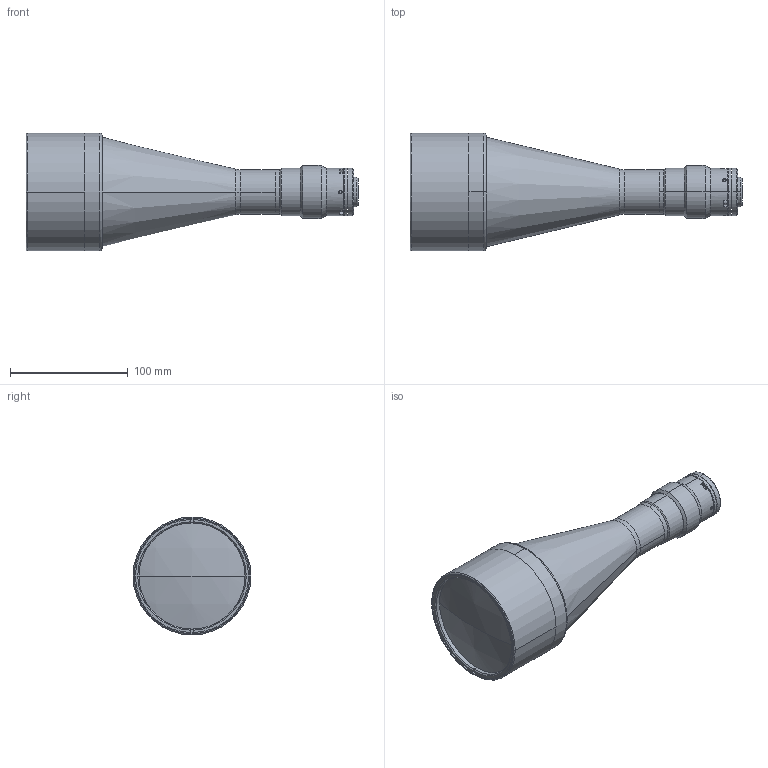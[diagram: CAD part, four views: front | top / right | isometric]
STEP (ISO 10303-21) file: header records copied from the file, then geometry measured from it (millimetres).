
FILE_DESCRIPTION (( 'STEP AP203' ), '1' );
FILE_NAME ('DP71399_TC2MHR064-C.step', '2021-10-01T15:13:35', ( '' ), ( '' ), 'SwSTEP 2.0', 'SolidWorks 2021', '' );
FILE_SCHEMA (( 'CONFIG_CONTROL_DESIGN' ));
Length unit declared in the file: millimetre
Products named in the file (1): DP71399_TC2MHR064-C
Bounding box: 281.77 x 100 x 100 mm (x, y, z)
Surface area: 82909.7 mm2 (no closed solid volume)
Topology: 0 solids, 16 shells, 125 faces, 354 edges, 246 vertices
Faces by surface type: plane 45, cylinder 38, cone 28, torus 12, sphere 2
Entity records: 4294 total; most frequent: CARTESIAN_POINT 888, DIRECTION 769, ORIENTED_EDGE 573, EDGE_CURVE 354, AXIS2_PLACEMENT_3D 311, VERTEX_POINT 246, CIRCLE 185, EDGE_LOOP 153
